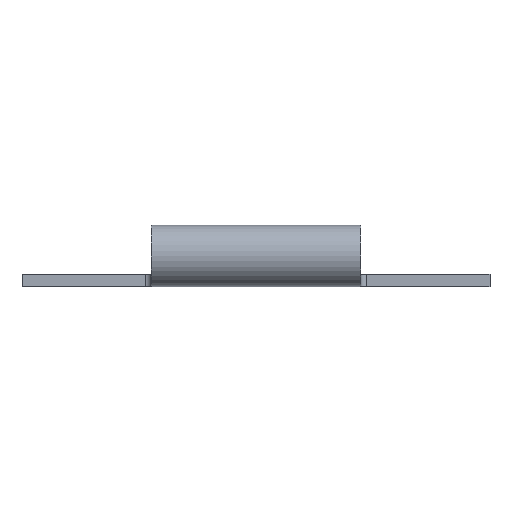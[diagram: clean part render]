
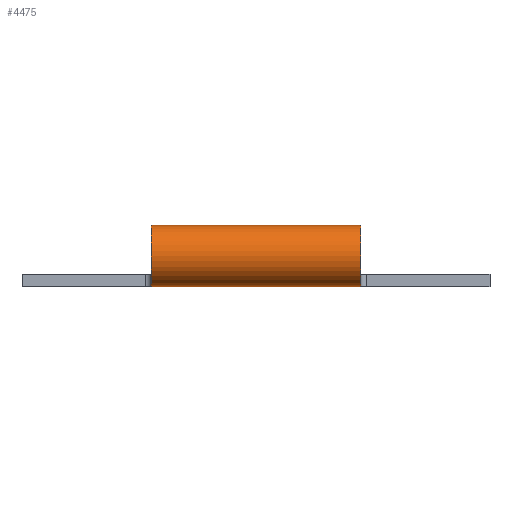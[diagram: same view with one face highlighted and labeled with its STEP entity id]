
A CAD part, front view. The second image highlights one B-rep face of the part: STEP entity #4475.
In plain terms, the highlighted cylindrical face has radius 2.5 mm (diameter 5 mm), a partial arc.
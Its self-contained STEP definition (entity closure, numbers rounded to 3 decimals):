
#18=CYLINDRICAL_SURFACE('',#4572,2.5);
#539=LINE('',#5089,#850);
#842=LINE('',#8534,#1153);
#850=VECTOR('',#4593,10.);
#1153=VECTOR('',#5058,10.);
#1489=FACE_OUTER_BOUND('',#1761,.T.);
#1761=EDGE_LOOP('',(#4218,#4219,#4220,#4221));
#1774=CIRCLE('',#4560,2.5);
#1777=CIRCLE('',#4567,2.5);
#1787=VERTEX_POINT('',#5086);
#1788=VERTEX_POINT('',#5088);
#2222=VERTEX_POINT('',#8511);
#2225=VERTEX_POINT('',#8525);
#2235=EDGE_CURVE('',#1788,#1787,#539,.T.);
#2882=EDGE_CURVE('',#1787,#2222,#1774,.T.);
#2888=EDGE_CURVE('',#2225,#1788,#1777,.T.);
#2892=EDGE_CURVE('',#2222,#2225,#842,.T.);
#4218=ORIENTED_EDGE('',*,*,#2888,.T.);
#4219=ORIENTED_EDGE('',*,*,#2235,.T.);
#4220=ORIENTED_EDGE('',*,*,#2882,.T.);
#4221=ORIENTED_EDGE('',*,*,#2892,.T.);
#4475=ADVANCED_FACE('',(#1489),#18,.T.);
#4560=AXIS2_PLACEMENT_3D('',#8513,#5028,#5029);
#4567=AXIS2_PLACEMENT_3D('',#8526,#5045,#5046);
#4572=AXIS2_PLACEMENT_3D('',#8535,#5059,#5060);
#4593=DIRECTION('',(1.,0.,0.));
#5028=DIRECTION('center_axis',(-1.,0.,0.));
#5029=DIRECTION('ref_axis',(0.,0.707,0.707));
#5045=DIRECTION('center_axis',(1.,0.,0.));
#5046=DIRECTION('ref_axis',(0.,0.707,0.707));
#5058=DIRECTION('',(-1.,0.,0.));
#5059=DIRECTION('center_axis',(-1.,0.,0.));
#5060=DIRECTION('ref_axis',(0.,0.707,0.707));
#5086=CARTESIAN_POINT('',(8.5,-6.5,0.));
#5088=CARTESIAN_POINT('',(-8.5,-6.5,0.));
#5089=CARTESIAN_POINT('',(-9.5,-6.5,0.));
#8511=CARTESIAN_POINT('',(8.5,-4.,2.5));
#8513=CARTESIAN_POINT('Origin',(8.5,-6.5,2.5));
#8525=CARTESIAN_POINT('',(-8.5,-4.,2.5));
#8526=CARTESIAN_POINT('Origin',(-8.5,-6.5,2.5));
#8534=CARTESIAN_POINT('',(9.5,-4.,2.5));
#8535=CARTESIAN_POINT('Origin',(9.5,-6.5,2.5));
